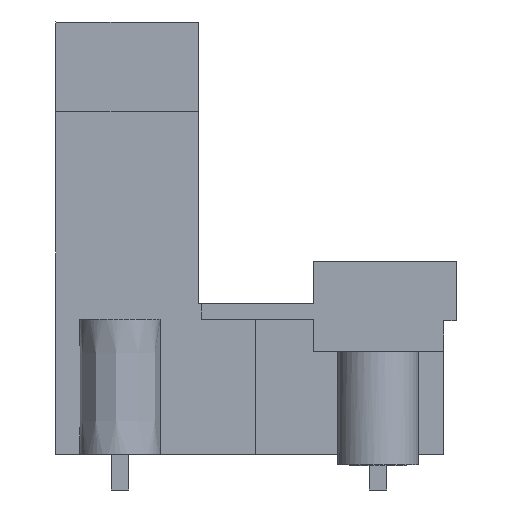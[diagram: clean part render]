
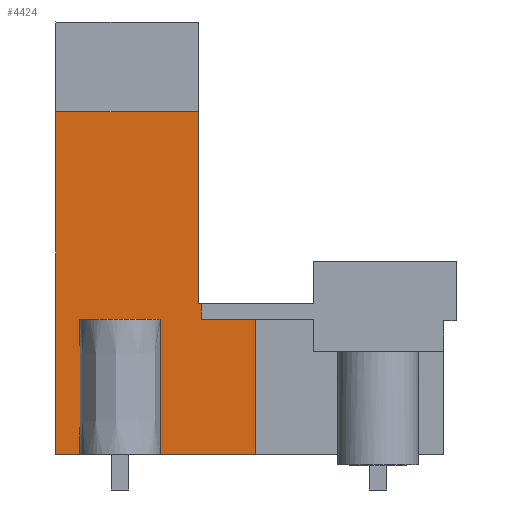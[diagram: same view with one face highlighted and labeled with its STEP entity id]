
A CAD part, left-side view. The second image highlights one B-rep face of the part: STEP entity #4424.
In plain terms, the highlighted planar face has unit normal (-1, 0, 0).
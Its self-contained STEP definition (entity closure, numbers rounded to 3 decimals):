
#4372=AXIS2_PLACEMENT_3D('Plane Axis2P3D',#4369,#4370,#4371) ;
#1376=CARTESIAN_POINT('Vertex',(3.84,11.84,2.1)) ;
#1379=CARTESIAN_POINT('Line Origine',(3.84,14.846,2.1)) ;
#1383=CARTESIAN_POINT('Vertex',(3.84,17.853,2.1)) ;
#1427=CARTESIAN_POINT('Vertex',(3.84,21.887,2.1)) ;
#1430=CARTESIAN_POINT('Line Origine',(3.84,22.779,2.1)) ;
#1434=CARTESIAN_POINT('Vertex',(3.84,23.67,2.1)) ;
#2987=CARTESIAN_POINT('Line Origine',(3.84,15.04,10.55)) ;
#2991=CARTESIAN_POINT('Vertex',(3.84,15.04,11.)) ;
#2993=CARTESIAN_POINT('Vertex',(3.84,15.04,10.1)) ;
#3025=CARTESIAN_POINT('Line Origine',(3.84,13.44,10.1)) ;
#3029=CARTESIAN_POINT('Vertex',(3.84,11.84,10.1)) ;
#3175=CARTESIAN_POINT('Vertex',(3.84,15.24,11.)) ;
#3178=CARTESIAN_POINT('Line Origine',(3.84,15.14,11.)) ;
#4143=CARTESIAN_POINT('Line Origine',(3.84,23.67,12.23)) ;
#4147=CARTESIAN_POINT('Vertex',(3.84,23.67,22.36)) ;
#4369=CARTESIAN_POINT('Axis2P3D Location',(3.84,23.67,1.5)) ;
#4374=CARTESIAN_POINT('Line Origine',(3.84,19.455,22.36)) ;
#4378=CARTESIAN_POINT('Vertex',(3.84,15.24,22.36)) ;
#4381=CARTESIAN_POINT('Line Origine',(3.84,21.887,6.1)) ;
#4385=CARTESIAN_POINT('Vertex',(3.84,21.887,10.1)) ;
#4388=CARTESIAN_POINT('Line Origine',(3.84,19.87,10.1)) ;
#4392=CARTESIAN_POINT('Vertex',(3.84,17.853,10.1)) ;
#4395=CARTESIAN_POINT('Line Origine',(3.84,17.853,6.1)) ;
#4400=CARTESIAN_POINT('Line Origine',(3.84,11.84,6.1)) ;
#4405=CARTESIAN_POINT('Line Origine',(3.84,15.24,16.68)) ;
#1380=DIRECTION('Vector Direction',(0.,-1.,0.)) ;
#1431=DIRECTION('Vector Direction',(0.,-1.,0.)) ;
#2988=DIRECTION('Vector Direction',(0.,0.,-1.)) ;
#3026=DIRECTION('Vector Direction',(0.,1.,0.)) ;
#3179=DIRECTION('Vector Direction',(0.,1.,0.)) ;
#4144=DIRECTION('Vector Direction',(0.,0.,1.)) ;
#4370=DIRECTION('Axis2P3D Direction',(-1.,0.,0.)) ;
#4371=DIRECTION('Axis2P3D XDirection',(0.,-1.,0.)) ;
#4375=DIRECTION('Vector Direction',(0.,-1.,0.)) ;
#4382=DIRECTION('Vector Direction',(0.,0.,1.)) ;
#4389=DIRECTION('Vector Direction',(0.,1.,0.)) ;
#4396=DIRECTION('Vector Direction',(0.,0.,1.)) ;
#4401=DIRECTION('Vector Direction',(0.,0.,1.)) ;
#4406=DIRECTION('Vector Direction',(0.,0.,-1.)) ;
#1381=VECTOR('Line Direction',#1380,1.) ;
#1432=VECTOR('Line Direction',#1431,1.) ;
#2989=VECTOR('Line Direction',#2988,1.) ;
#3027=VECTOR('Line Direction',#3026,1.) ;
#3180=VECTOR('Line Direction',#3179,1.) ;
#4145=VECTOR('Line Direction',#4144,1.) ;
#4376=VECTOR('Line Direction',#4375,1.) ;
#4383=VECTOR('Line Direction',#4382,1.) ;
#4390=VECTOR('Line Direction',#4389,1.) ;
#4397=VECTOR('Line Direction',#4396,1.) ;
#4402=VECTOR('Line Direction',#4401,1.) ;
#4407=VECTOR('Line Direction',#4406,1.) ;
#4411=ORIENTED_EDGE('',*,*,#4380,.T.) ;
#4412=ORIENTED_EDGE('',*,*,#4149,.T.) ;
#4413=ORIENTED_EDGE('',*,*,#1436,.T.) ;
#4414=ORIENTED_EDGE('',*,*,#4387,.T.) ;
#4415=ORIENTED_EDGE('',*,*,#4394,.F.) ;
#4416=ORIENTED_EDGE('',*,*,#4399,.F.) ;
#4417=ORIENTED_EDGE('',*,*,#1385,.T.) ;
#4418=ORIENTED_EDGE('',*,*,#4404,.T.) ;
#4419=ORIENTED_EDGE('',*,*,#3031,.T.) ;
#4420=ORIENTED_EDGE('',*,*,#2995,.F.) ;
#4421=ORIENTED_EDGE('',*,*,#3182,.F.) ;
#4422=ORIENTED_EDGE('',*,*,#4409,.F.) ;
#4424=ADVANCED_FACE('HOUSING',(#4423),#4373,.T.) ;
#1385=EDGE_CURVE('',#1384,#1377,#1382,.T.) ;
#1436=EDGE_CURVE('',#1435,#1428,#1433,.T.) ;
#2995=EDGE_CURVE('',#2992,#2994,#2990,.T.) ;
#3031=EDGE_CURVE('',#3030,#2994,#3028,.T.) ;
#3182=EDGE_CURVE('',#3176,#2992,#3181,.F.) ;
#4149=EDGE_CURVE('',#4148,#1435,#4146,.F.) ;
#4380=EDGE_CURVE('',#4379,#4148,#4377,.F.) ;
#4387=EDGE_CURVE('',#1428,#4386,#4384,.T.) ;
#4394=EDGE_CURVE('',#4393,#4386,#4391,.T.) ;
#4399=EDGE_CURVE('',#1384,#4393,#4398,.T.) ;
#4404=EDGE_CURVE('',#1377,#3030,#4403,.T.) ;
#4409=EDGE_CURVE('',#4379,#3176,#4408,.T.) ;
#4410=EDGE_LOOP('',(#4411,#4412,#4413,#4414,#4415,#4416,#4417,#4418,#4419,#4420,#4421,#4422)) ;
#4423=FACE_OUTER_BOUND('',#4410,.T.) ;
#1382=LINE('Line',#1379,#1381) ;
#1433=LINE('Line',#1430,#1432) ;
#2990=LINE('Line',#2987,#2989) ;
#3028=LINE('Line',#3025,#3027) ;
#3181=LINE('Line',#3178,#3180) ;
#4146=LINE('Line',#4143,#4145) ;
#4377=LINE('Line',#4374,#4376) ;
#4384=LINE('Line',#4381,#4383) ;
#4391=LINE('Line',#4388,#4390) ;
#4398=LINE('Line',#4395,#4397) ;
#4403=LINE('Line',#4400,#4402) ;
#4408=LINE('Line',#4405,#4407) ;
#4373=PLANE('',#4372) ;
#1377=VERTEX_POINT('',#1376) ;
#1384=VERTEX_POINT('',#1383) ;
#1428=VERTEX_POINT('',#1427) ;
#1435=VERTEX_POINT('',#1434) ;
#2992=VERTEX_POINT('',#2991) ;
#2994=VERTEX_POINT('',#2993) ;
#3030=VERTEX_POINT('',#3029) ;
#3176=VERTEX_POINT('',#3175) ;
#4148=VERTEX_POINT('',#4147) ;
#4379=VERTEX_POINT('',#4378) ;
#4386=VERTEX_POINT('',#4385) ;
#4393=VERTEX_POINT('',#4392) ;
